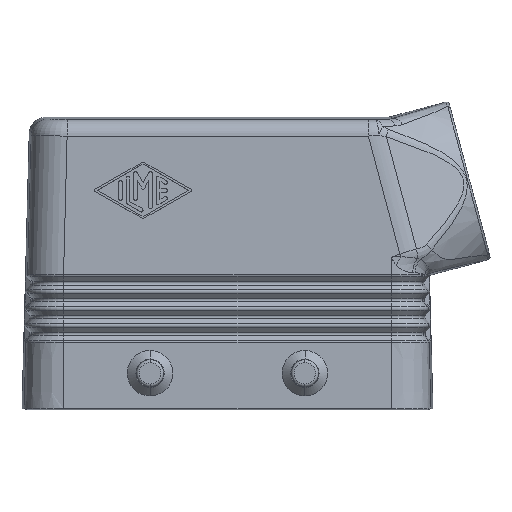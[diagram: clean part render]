
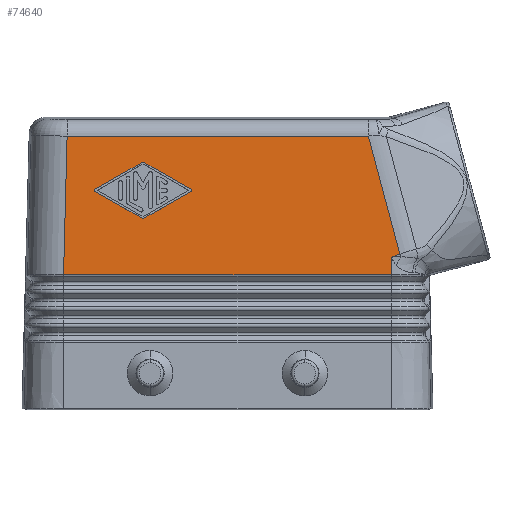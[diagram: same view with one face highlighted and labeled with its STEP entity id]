
A CAD part, front view. The second image highlights one B-rep face of the part: STEP entity #74640.
In plain terms, the highlighted planar face has unit normal (0, -1, 0.026).
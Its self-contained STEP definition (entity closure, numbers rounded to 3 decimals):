
#66040=CARTESIAN_POINT('',(-29.113,-20.871,24.013
));
#66050=VERTEX_POINT('',#66040);
#66320=CARTESIAN_POINT('',(-29.113,-20.871,24.013
));
#66330=DIRECTION('',(1.,0.,0.));
#66340=VECTOR('',#66330,1.);
#66350=LINE('',#66320,#66340);
#66360=CARTESIAN_POINT('',(29.118,-20.871,
24.013));
#66370=VERTEX_POINT('',#66360);
#66380=EDGE_CURVE('',#66050,#66370,#66350,.T.);
#73310=CARTESIAN_POINT('',(-28.485,-20.227,48.626
));
#73320=VERTEX_POINT('',#73310);
#73350=CARTESIAN_POINT('',(-28.485,-20.227,48.626
));
#73360=DIRECTION('',(-0.025,-0.026,
-0.999));
#73370=VECTOR('',#73360,1.);
#73380=LINE('',#73350,#73370);
#73390=EDGE_CURVE('',#73320,#66050,#73380,.T.);
#73520=CARTESIAN_POINT('',(-29.118,-21.5,0.));
#73530=DIRECTION('',(0.,1.,-0.026));
#73540=DIRECTION('',(0.,-0.026,-1.));
#73550=AXIS2_PLACEMENT_3D('',#73520,#73530,#73540);
#73560=PLANE('',#73550);
#73570=CARTESIAN_POINT('',(30.636,-20.776,27.664
));
#73580=CARTESIAN_POINT('',(30.491,-20.777,27.601
));
#73590=CARTESIAN_POINT('',(30.186,-20.781,27.476)
);
#73600=CARTESIAN_POINT('',(29.681,-20.785,27.292
));
#73610=CARTESIAN_POINT('',(29.309,-20.788,27.173
));
#73620=CARTESIAN_POINT('',(29.117,-20.79,27.115
));
#73630=B_SPLINE_CURVE_WITH_KNOTS('',3,(#73570,#73580,#73590,#73600,
#73610,#73620),.UNSPECIFIED.,.F.,.F.,(4,1,1,4),(0.,0.333,
0.667,1.),.UNSPECIFIED.);
#73640=CARTESIAN_POINT('',(30.636,-20.776,27.664
));
#73650=VERTEX_POINT('',#73640);
#73660=CARTESIAN_POINT('',(29.117,-20.79,27.115
));
#73670=VERTEX_POINT('',#73660);
#73680=EDGE_CURVE('',#73650,#73670,#73630,.T.);
#73690=ORIENTED_EDGE('',*,*,#73680,.F.);
#73700=CARTESIAN_POINT('',(29.117,-20.79,27.115
));
#73710=DIRECTION('',(0.,-0.026,
-1.));
#73720=VECTOR('',#73710,1.);
#73730=LINE('',#73700,#73720);
#73740=EDGE_CURVE('',#73670,#66370,#73730,.T.);
#73750=ORIENTED_EDGE('',*,*,#73740,.F.);
#73760=ORIENTED_EDGE('',*,*,#66380,.T.);
#73770=ORIENTED_EDGE('',*,*,#73390,.T.);
#73780=CARTESIAN_POINT('',(25.034,-20.227,48.626
));
#73790=DIRECTION('',(-1.,0.,0.));
#73800=VECTOR('',#73790,1.);
#73810=LINE('',#73780,#73800);
#73820=CARTESIAN_POINT('',(25.034,-20.227,48.626
));
#73830=VERTEX_POINT('',#73820);
#73840=EDGE_CURVE('',#73830,#73320,#73810,.T.);
#73850=ORIENTED_EDGE('',*,*,#73840,.T.);
#73860=CARTESIAN_POINT('',(30.636,-20.776,27.664
));
#73870=DIRECTION('',(-0.258,0.025,
0.966));
#73880=VECTOR('',#73870,1.);
#73890=LINE('',#73860,#73880);
#73900=EDGE_CURVE('',#73650,#73830,#73890,.T.);
#73910=ORIENTED_EDGE('',*,*,#73900,.T.);
#73920=EDGE_LOOP('',(#73910,#73850,#73770,#73760,#73750,#73690));
#73930=FACE_OUTER_BOUND('',#73920,.T.);
#73940=CARTESIAN_POINT('',(-15.,-20.357,43.652));
#73950=DIRECTION('',(0.,-1.,0.026));
#73960=DIRECTION('',(1.,0.,0.));
#73970=AXIS2_PLACEMENT_3D('',#73940,#73950,#73960);
#73980=CIRCLE('',#73970,0.333);
#73990=CARTESIAN_POINT('',(-14.835,-20.349,
43.941));
#74000=VERTEX_POINT('',#73990);
#74010=CARTESIAN_POINT('',(-15.165,-20.349,
43.941));
#74020=VERTEX_POINT('',#74010);
#74030=EDGE_CURVE('',#74000,#74020,#73980,.T.);
#74040=ORIENTED_EDGE('',*,*,#74030,.F.);
#74050=CARTESIAN_POINT('',(0.,-20.122,52.606));
#74060=DIRECTION('',(0.868,0.013,
0.496));
#74070=VECTOR('',#74060,1.);
#74080=LINE('',#74050,#74070);
#74090=CARTESIAN_POINT('',(-23.583,-20.475,
39.131));
#74100=VERTEX_POINT('',#74090);
#74110=EDGE_CURVE('',#74100,#74020,#74080,.T.);
#74120=ORIENTED_EDGE('',*,*,#74110,.T.);
#74130=CARTESIAN_POINT('',(-23.5,-20.479,
38.987));
#74140=DIRECTION('',(0.,-1.,0.026));
#74150=DIRECTION('',(1.,0.,0.));
#74160=AXIS2_PLACEMENT_3D('',#74130,#74140,#74150);
#74170=CIRCLE('',#74160,0.167);
#74180=CARTESIAN_POINT('',(-23.583,-20.483,
38.842));
#74190=VERTEX_POINT('',#74180);
#74200=EDGE_CURVE('',#74100,#74190,#74170,.T.);
#74210=ORIENTED_EDGE('',*,*,#74200,.F.);
#74220=CARTESIAN_POINT('',(0.,-20.836,25.367));
#74230=DIRECTION('',(-0.868,0.013,
0.496));
#74240=VECTOR('',#74230,1.);
#74250=LINE('',#74220,#74240);
#74260=CARTESIAN_POINT('',(-15.165,-20.609,
34.032));
#74270=VERTEX_POINT('',#74260);
#74280=EDGE_CURVE('',#74270,#74190,#74250,.T.);
#74290=ORIENTED_EDGE('',*,*,#74280,.T.);
#74300=CARTESIAN_POINT('',(-15.,-20.601,34.322));
#74310=DIRECTION('',(0.,-1.,0.026));
#74320=DIRECTION('',(1.,0.,0.));
#74330=AXIS2_PLACEMENT_3D('',#74300,#74310,#74320);
#74340=CIRCLE('',#74330,0.333);
#74350=CARTESIAN_POINT('',(-14.835,-20.609,
34.032));
#74360=VERTEX_POINT('',#74350);
#74370=EDGE_CURVE('',#74270,#74360,#74340,.T.);
#74380=ORIENTED_EDGE('',*,*,#74370,.F.);
#74390=CARTESIAN_POINT('',(0.,-20.387,42.509));
#74400=DIRECTION('',(-0.868,-0.013,
-0.496));
#74410=VECTOR('',#74400,1.);
#74420=LINE('',#74390,#74410);
#74430=CARTESIAN_POINT('',(-6.417,-20.483,
38.842));
#74440=VERTEX_POINT('',#74430);
#74450=EDGE_CURVE('',#74440,#74360,#74420,.T.);
#74460=ORIENTED_EDGE('',*,*,#74450,.T.);
#74470=CARTESIAN_POINT('',(-6.5,-20.479,
38.987));
#74480=DIRECTION('',(0.,-1.,0.026));
#74490=DIRECTION('',(1.,0.,0.));
#74500=AXIS2_PLACEMENT_3D('',#74470,#74480,#74490);
#74510=CIRCLE('',#74500,0.167);
#74520=CARTESIAN_POINT('',(-6.417,-20.475,
39.131));
#74530=VERTEX_POINT('',#74520);
#74540=EDGE_CURVE('',#74440,#74530,#74510,.T.);
#74550=ORIENTED_EDGE('',*,*,#74540,.F.);
#74560=CARTESIAN_POINT('',(0.,-20.571,35.464));
#74570=DIRECTION('',(0.868,-0.013,
-0.496));
#74580=VECTOR('',#74570,1.);
#74590=LINE('',#74560,#74580);
#74600=EDGE_CURVE('',#74000,#74530,#74590,.T.);
#74610=ORIENTED_EDGE('',*,*,#74600,.T.);
#74620=EDGE_LOOP('',(#74610,#74550,#74460,#74380,#74290,#74210,#74120,
#74040));
#74630=FACE_BOUND('',#74620,.T.);
#74640=ADVANCED_FACE('',(#73930,#74630),#73560,.F.);
